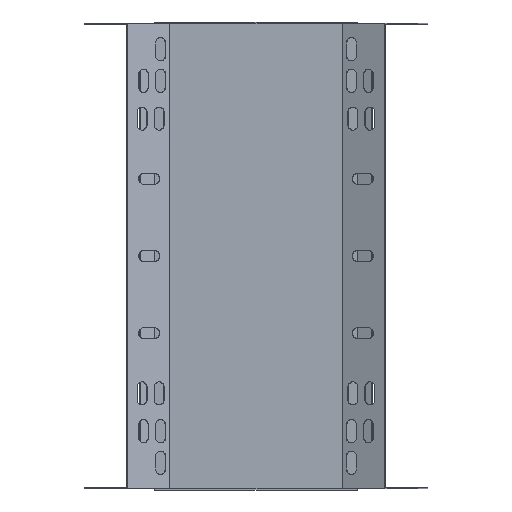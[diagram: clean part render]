
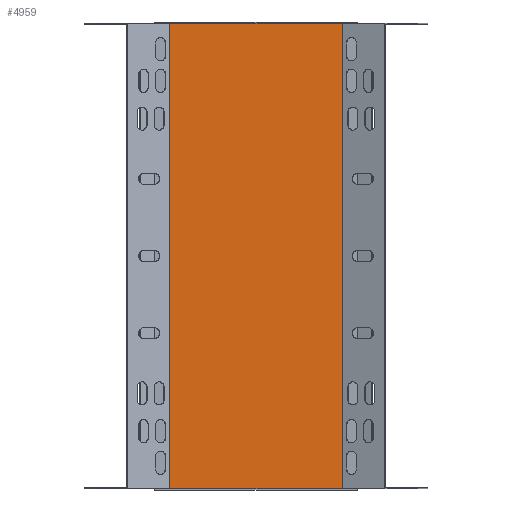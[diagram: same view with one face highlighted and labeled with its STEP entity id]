
A CAD part, front view. The second image highlights one B-rep face of the part: STEP entity #4959.
In plain terms, the highlighted planar face has unit normal (0, -1, 0).
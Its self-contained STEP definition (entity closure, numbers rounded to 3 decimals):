
#13 = DIRECTION ( 'NONE',  ( 0., 0., 1. ) ) ;
#28 = CARTESIAN_POINT ( 'NONE',  ( -55.75, -51., -149. ) ) ;
#379 = VECTOR ( 'NONE', #13, 1000. ) ;
#471 = LINE ( 'NONE', #28, #379 ) ;
#1830 = VECTOR ( 'NONE', #4736, 1000. ) ;
#1839 = LINE ( 'NONE', #4753, #1830 ) ;
#1895 = LINE ( 'NONE', #4835, #1903 ) ;
#1903 = VECTOR ( 'NONE', #4827, 1000. ) ;
#2104 = CARTESIAN_POINT ( 'NONE',  ( -55.75, -51., -150.8 ) ) ;
#3093 = ORIENTED_EDGE ( 'NONE', *, *, #3674, .T. ) ;
#3100 = ORIENTED_EDGE ( 'NONE', *, *, #3695, .T. ) ;
#3118 = ORIENTED_EDGE ( 'NONE', *, *, #4979, .T. ) ;
#3244 = DIRECTION ( 'NONE',  ( -1., 0., 0. ) ) ;
#3261 = CARTESIAN_POINT ( 'NONE',  ( 56.881, -51., 150.8 ) ) ;
#3565 = VERTEX_POINT ( 'NONE', #5317 ) ;
#3591 = DIRECTION ( 'NONE',  ( 0., -1., 0. ) ) ;
#3619 = DIRECTION ( 'NONE',  ( -1., 0., 0. ) ) ;
#3641 = PLANE ( 'NONE',  #6007 ) ;
#3674 = EDGE_CURVE ( 'NONE', #5067, #5881, #1895, .T. ) ;
#3695 = EDGE_CURVE ( 'NONE', #5881, #7452, #1839, .T. ) ;
#3886 = CARTESIAN_POINT ( 'NONE',  ( -55.75, -51., -149. ) ) ;
#4736 = DIRECTION ( 'NONE',  ( 0., 0., 1. ) ) ;
#4753 = CARTESIAN_POINT ( 'NONE',  ( 55.75, -51., -149. ) ) ;
#4789 = CARTESIAN_POINT ( 'NONE',  ( 55.75, -51., -150.8 ) ) ;
#4827 = DIRECTION ( 'NONE',  ( 1., 0., 0. ) ) ;
#4835 = CARTESIAN_POINT ( 'NONE',  ( -56.881, -51., -150.8 ) ) ;
#4959 = ADVANCED_FACE ( 'NONE', ( #6949 ), #3641, .T. ) ;
#4979 = EDGE_CURVE ( 'NONE', #7452, #3565, #6752, .T. ) ;
#5067 = VERTEX_POINT ( 'NONE', #2104 ) ;
#5317 = CARTESIAN_POINT ( 'NONE',  ( -55.75, -51., 150.8 ) ) ;
#5881 = VERTEX_POINT ( 'NONE', #4789 ) ;
#6007 = AXIS2_PLACEMENT_3D ( 'NONE', #3886, #3591, #3619 ) ;
#6752 = LINE ( 'NONE', #3261, #6760 ) ;
#6760 = VECTOR ( 'NONE', #3244, 1000. ) ;
#6779 = EDGE_LOOP ( 'NONE', ( #7089, #3093, #3100, #3118 ) ) ;
#6944 = CARTESIAN_POINT ( 'NONE',  ( 55.75, -51., 150.8 ) ) ;
#6949 = FACE_OUTER_BOUND ( 'NONE', #6779, .T. ) ;
#7089 = ORIENTED_EDGE ( 'NONE', *, *, #7356, .F. ) ;
#7356 = EDGE_CURVE ( 'NONE', #5067, #3565, #471, .T. ) ;
#7452 = VERTEX_POINT ( 'NONE', #6944 ) ;
